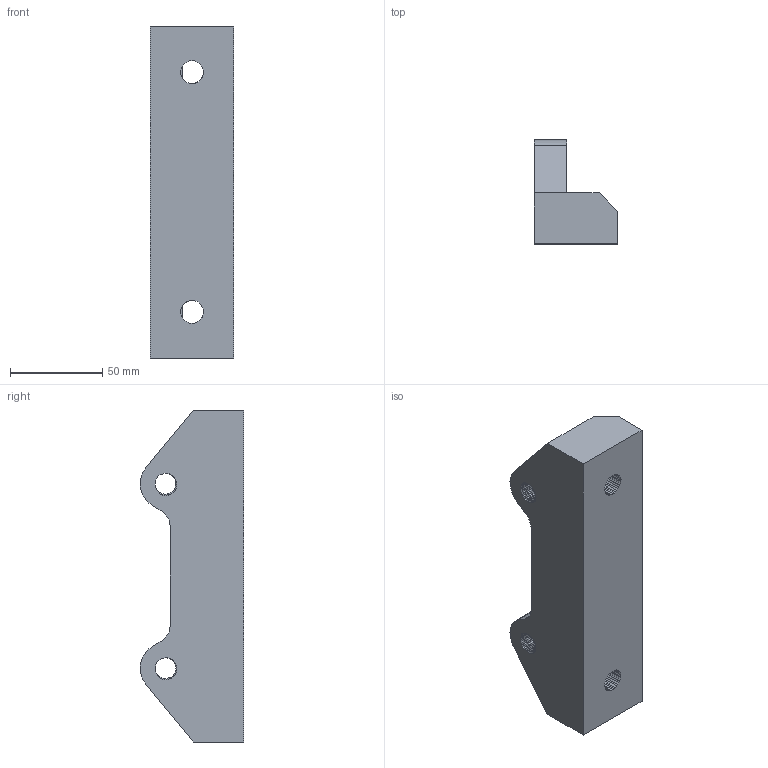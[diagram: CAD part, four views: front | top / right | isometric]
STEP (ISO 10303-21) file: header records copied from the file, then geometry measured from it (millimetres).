
FILE_DESCRIPTION (( 'STEP AP214' ), '1' );
FILE_NAME ('Support_Etrier_R.STEP', '2023-03-26T13:29:02', ( '' ), ( '' ), 'SwSTEP 2.0', 'SolidWorks 2021', '' );
FILE_SCHEMA (( 'AUTOMOTIVE_DESIGN' ));
Length unit declared in the file: millimetre
Products named in the file (1): Support_Etrier_R
Bounding box: 45 x 56.25 x 180 mm (x, y, z)
Volume: 253810.1 mm3; surface area: 38678.3 mm2
Topology: 1 solids, 1 shells, 165 faces, 481 edges, 316 vertices
Faces by surface type: cylinder 132, plane 21, bspline 12
Entity records: 15643 total; most frequent: CARTESIAN_POINT 12061, ORIENTED_EDGE 962, DIRECTION 543, EDGE_CURVE 481, VERTEX_POINT 316, AXIS2_PLACEMENT_3D 182, LINE 179, VECTOR 179
